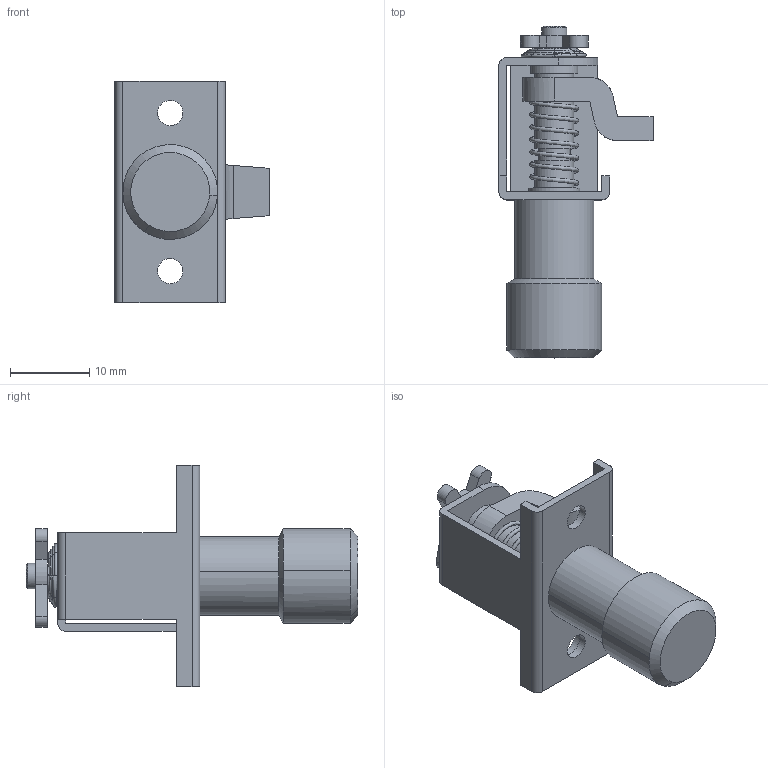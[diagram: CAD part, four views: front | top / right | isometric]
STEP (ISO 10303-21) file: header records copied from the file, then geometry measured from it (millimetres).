
FILE_DESCRIPTION((''),'2;1');
FILE_NAME('','2005-07-15T17:23:21',(''),(''),'','CADfix','');
FILE_SCHEMA(('AUTOMOTIVE_DESIGN'));
Length unit declared in the file: millimetre
Products named in the file (8): spring_2; spring_1; retainer; knob; housing; collar; cam; TL_86_5_18728_36
Assembly tree (7 placements, depth 2):
  TL_86_5_18728_36
    spring_2
    spring_1
    retainer
    knob
    housing
    collar
    cam
Bounding box: 19.5 x 42 x 28 mm (x, y, z)
Volume: 3727.7 mm3; surface area: 4420.8 mm2
Topology: 7 solids, 7 shells, 182 faces, 493 edges, 332 vertices
Faces by surface type: bspline 182
Entity records: 9341 total; most frequent: CARTESIAN_POINT 6433, ORIENTED_EDGE 986, EDGE_CURVE 493, VERTEX_POINT 332, EDGE_LOOP 203, FACE_OUTER_BOUND 182, ADVANCED_FACE 182, QUASI_UNIFORM_CURVE 163
